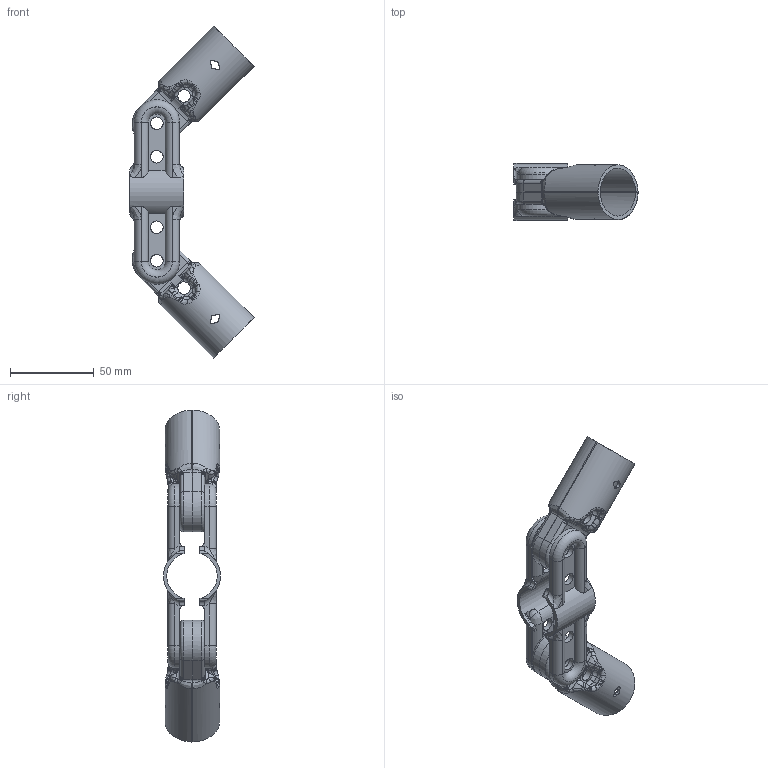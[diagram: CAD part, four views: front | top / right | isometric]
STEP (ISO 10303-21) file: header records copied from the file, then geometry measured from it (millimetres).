
FILE_DESCRIPTION((''),'2;1');
FILE_NAME('86110.stp','2021-08-10T14:09:49',('arma01'),(''),'Autodesk Inventor 2013','Autodesk Inventor 2013','');
FILE_SCHEMA(('AUTOMOTIVE_DESIGN { 1 0 10303 214 1 1 1 1 }'));
Length unit declared in the file: millimetre
Products named in the file (3): 86110; 86110 - I; 86107 - II
Assembly tree (6 placements, depth 2):
  86110
    86110 - I  x2
    86107 - II  x4
Bounding box: 73.96 x 34 x 197.92 mm (x, y, z)
Volume: 53180.5 mm3; surface area: 48327.9 mm2
Topology: 6 solids, 6 shells, 928 faces, 2368 edges, 1416 vertices
Faces by surface type: bspline 376, cylinder 260, plane 184, torus 100, sphere 8
Full cylindrical faces by diameter (mm): 7.5 x16
Entity records: 13198 total; most frequent: CARTESIAN_POINT 6480, ORIENTED_EDGE 1544, DIRECTION 1142, EDGE_CURVE 772, VERTEX_POINT 472, AXIS2_PLACEMENT_3D 466, EDGE_LOOP 322, FACE_OUTER_BOUND 306
